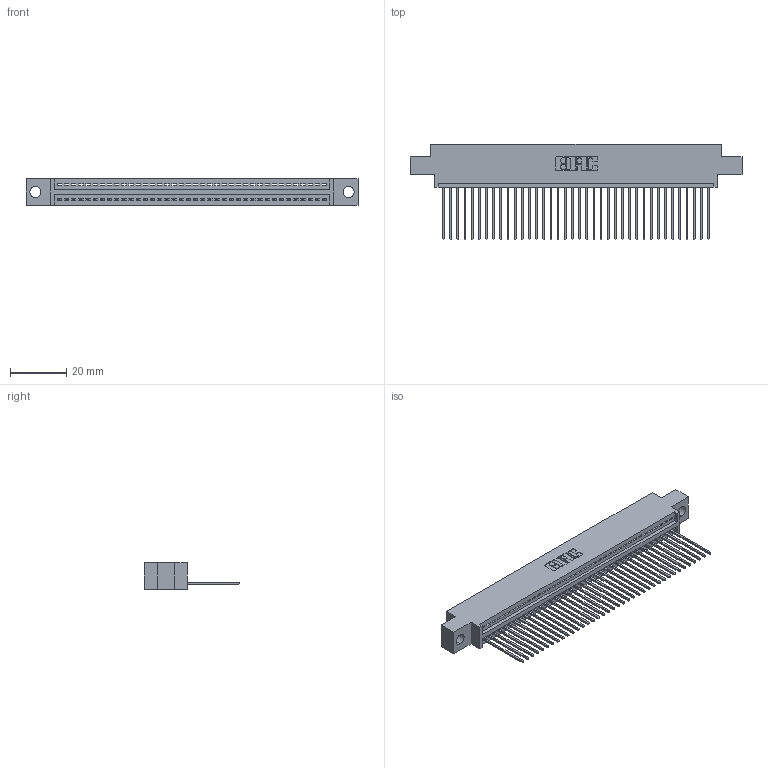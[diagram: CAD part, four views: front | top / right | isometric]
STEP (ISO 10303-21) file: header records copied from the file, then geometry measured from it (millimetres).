
FILE_DESCRIPTION (( 'STEP AP203' ), '1' );
FILE_NAME ('395-038-541-604.STEP', '2018-11-14T04:20:14', ( '' ), ( '' ), 'SwSTEP 2.0', 'SolidWorks 2016', '' );
FILE_SCHEMA (( 'CONFIG_CONTROL_DESIGN' ));
Length unit declared in the file: inch
Products named in the file (3): 345-292-001_345-293-141; 395-038-541-604; 345 Part_0.170 Offset - 0.156 Dia-TH
Assembly tree (39 placements, depth 2):
  395-038-541-604
    345 Part_0.170 Offset - 0.156 Dia-TH
    345-292-001_345-293-141  x38
Bounding box: 117.73 x 33.96 x 9.4 mm (x, y, z)
Volume: 11073.4 mm3; surface area: 15334.3 mm2
Topology: 39 solids, 39 shells, 2334 faces, 7041 edges, 4642 vertices
Faces by surface type: plane 1604, cylinder 730
Entity records: 29291 total; most frequent: CARTESIAN_POINT 5082, ORIENTED_EDGE 5054, DIRECTION 4443, EDGE_CURVE 2527, LINE 2243, VECTOR 2243, VERTEX_POINT 1682, AXIS2_PLACEMENT_3D 1100
